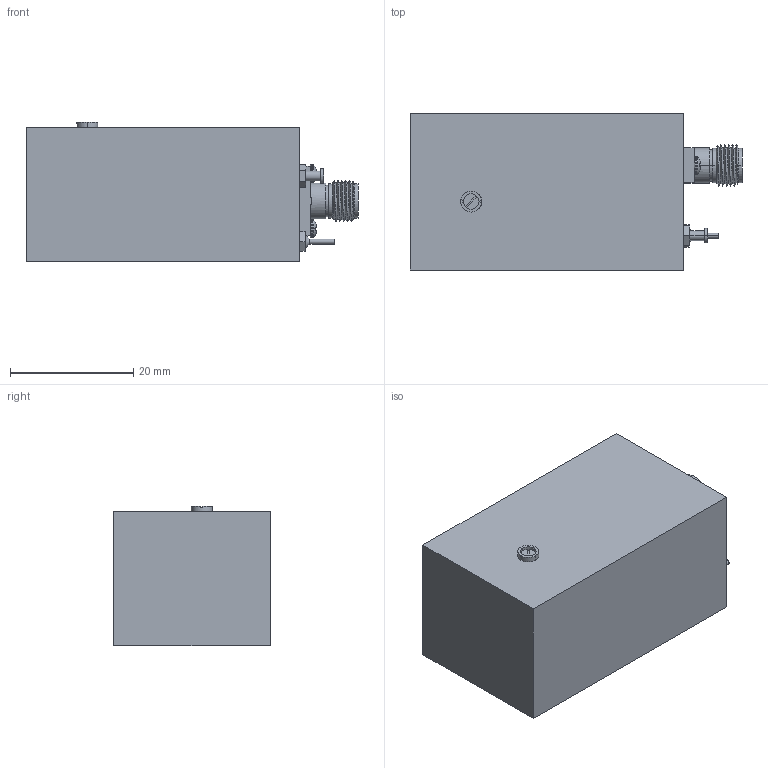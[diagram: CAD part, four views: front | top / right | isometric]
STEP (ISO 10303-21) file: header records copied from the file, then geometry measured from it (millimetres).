
FILE_DESCRIPTION (( 'STEP AP203' ), '1' );
FILE_NAME ('SOD-10304117-SF-S1.STEP', '2019-01-10T17:45:43', ( '' ), ( '' ), 'SwSTEP 2.0', 'SolidWorks 2016', '' );
FILE_SCHEMA (( 'CONFIG_CONTROL_DESIGN' ));
Length unit declared in the file: inch
Products named in the file (1): SOD-10304117-SF-S1
Bounding box: 53.98 x 25.4 x 22.74 mm (x, y, z)
Volume: 25000.1 mm3; surface area: 6294.2 mm2
Topology: 7 solids, 7 shells, 367 faces, 982 edges, 638 vertices
Faces by surface type: cylinder 198, plane 103, cone 38, bspline 14, torus 10, sphere 4
Entity records: 16009 total; most frequent: CARTESIAN_POINT 7618, ORIENTED_EDGE 1948, DIRECTION 1565, EDGE_CURVE 974, VERTEX_POINT 638, AXIS2_PLACEMENT_3D 595, EDGE_LOOP 392, LINE 375
